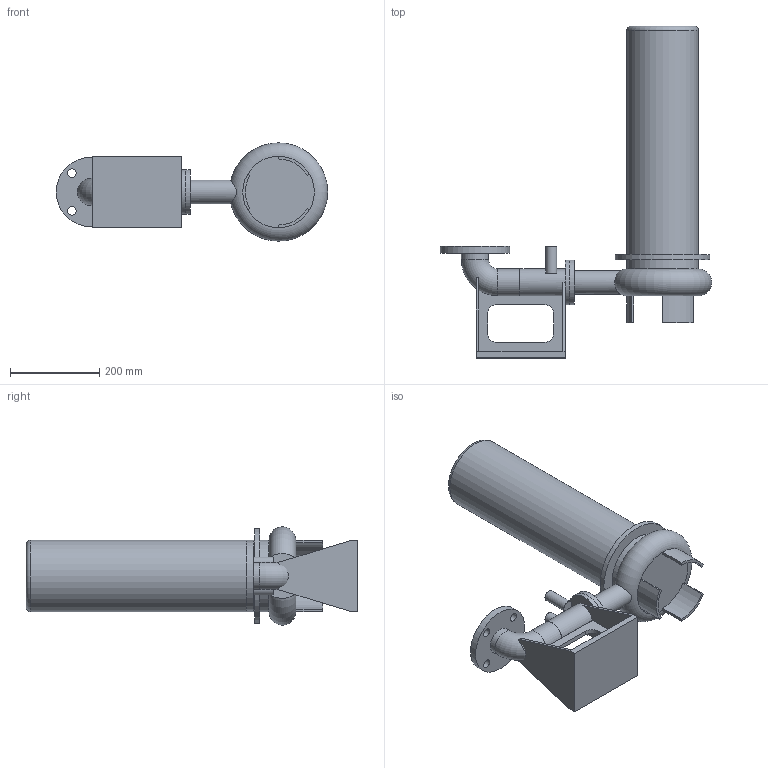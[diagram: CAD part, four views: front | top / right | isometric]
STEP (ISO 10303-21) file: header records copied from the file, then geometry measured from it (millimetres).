
FILE_DESCRIPTION(/* description */ (''),/* implementation_level */ '2;1');
FILE_NAME(/* name */ '',/* time_stamp */ '2023-04-19T09:22:33+09:00',/* author */ (''),/* organization */ (''),/* preprocessor_version */ 'ST-DEVELOPER v19.2',/* originating_system */ 'Autodesk Translation Framework v12.4.0.73',/* authorisation */ '');
FILE_SCHEMA (('AUTOMOTIVE_DESIGN { 1 0 10303 214 3 1 1 }'));
Length unit declared in the file: millimetre
Products named in the file (3): 50A_着脱式; 50A_PF v1; 50A_PF
Assembly tree (2 placements, depth 3):
  50A_着脱式
    50A_PF v1
      50A_PF
Bounding box: 607.5 x 743 x 220 mm (x, y, z)
Volume: 14804613.8 mm3; surface area: 793838 mm2
Topology: 7 solids, 7 shells, 93 faces, 210 edges, 136 vertices
Faces by surface type: plane 58, cylinder 31, torus 4
Full cylindrical faces by diameter (mm): 19 x4, 25 x2, 52.9 x5, 60.5 x2, 61.1 x1, 100 x2, 155 x1, 160.068 x2, 211.6 x1
Entity records: 2800 total; most frequent: CARTESIAN_POINT 515, DIRECTION 485, ORIENTED_EDGE 420, EDGE_CURVE 210, AXIS2_PLACEMENT_3D 180, VERTEX_POINT 136, LINE 125, VECTOR 125
